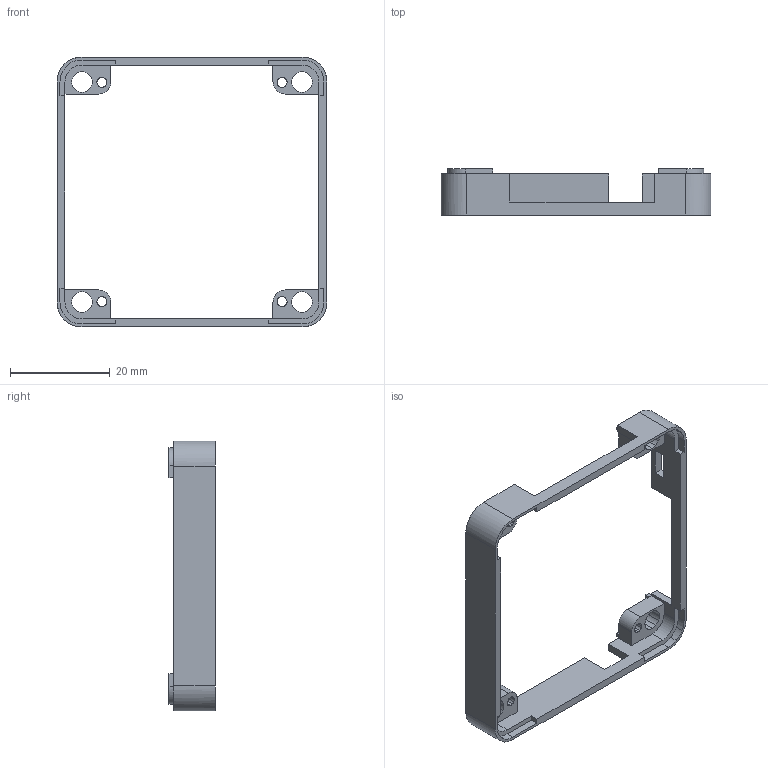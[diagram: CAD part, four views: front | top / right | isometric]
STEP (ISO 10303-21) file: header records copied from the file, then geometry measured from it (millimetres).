
FILE_DESCRIPTION(/* description */ (''),/* implementation_level */ '2;1');
FILE_NAME(/* name */ 'SERVO_8.3mm_0.7mm.step',/* time_stamp */ '2019-04-29T09:23:44+09:00',/* author */ ('tomorrow56'),/* organization */ (''),/* preprocessor_version */ 'ST-DEVELOPER v17.2',/* originating_system */ 'Autodesk Translation Framework v7.6.0.251',/* authorisation */ '');
FILE_SCHEMA (('AUTOMOTIVE_DESIGN { 1 0 10303 214 3 1 1 }'));
Length unit declared in the file: millimetre
Products named in the file (1): SERVO_8.3mm_0.7mm
Bounding box: 54 x 9.3 x 54 mm (x, y, z)
Volume: 2532.3 mm3; surface area: 4044.9 mm2
Topology: 1 solids, 1 shells, 234 faces, 690 edges, 457 vertices
Faces by surface type: bspline 128, plane 98, cylinder 8
Entity records: 10150 total; most frequent: CARTESIAN_POINT 4694, ORIENTED_EDGE 1380, EDGE_CURVE 690, DIRECTION 672, VERTEX_POINT 457, LINE 426, VECTOR 426, EDGE_LOOP 253
